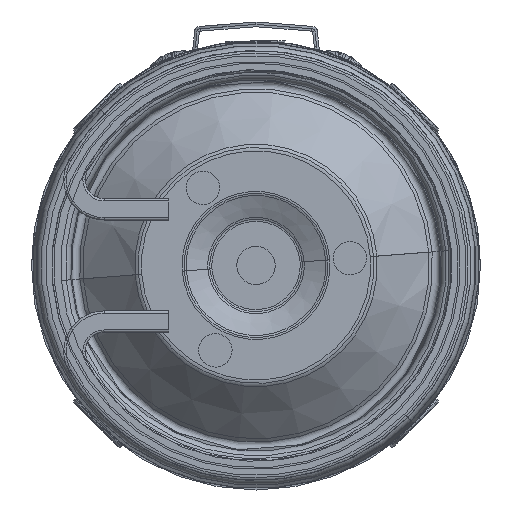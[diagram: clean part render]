
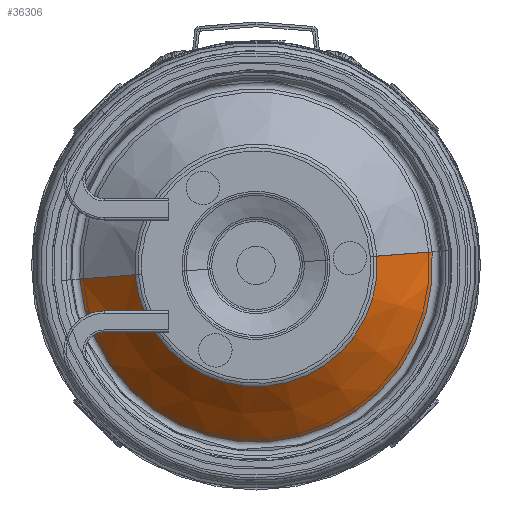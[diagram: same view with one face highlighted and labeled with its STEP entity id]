
A CAD part, front view. The second image highlights one B-rep face of the part: STEP entity #36306.
In plain terms, the highlighted conical face has half-angle 46.546 degrees and reference radius 25.375 mm.
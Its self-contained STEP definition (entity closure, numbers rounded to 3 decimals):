
#867 = DIRECTION ( 'NONE',  ( 0., 0.688, -0.726 ) ) ;
#1560 = CARTESIAN_POINT ( 'NONE',  ( 0., 0.548, -25.376 ) ) ;
#3569 = VERTEX_POINT ( 'NONE', #23095 ) ;
#4522 = CARTESIAN_POINT ( 'NONE',  ( 0., 11.526, 0. ) ) ;
#5195 = AXIS2_PLACEMENT_3D ( 'NONE', #22105, #34853, #23736 ) ;
#8799 = EDGE_CURVE ( 'NONE', #11416, #32334, #13662, .T. ) ;
#9629 = LINE ( 'NONE', #16912, #9877 ) ;
#9877 = VECTOR ( 'NONE', #15930, 1000. ) ;
#9886 = CIRCLE ( 'NONE', #33273, 25.376 ) ;
#10384 = DIRECTION ( 'NONE',  ( 0., 1., 0. ) ) ;
#11416 = VERTEX_POINT ( 'NONE', #1560 ) ;
#11985 = ORIENTED_EDGE ( 'NONE', *, *, #8799, .F. ) ;
#12372 = EDGE_CURVE ( 'NONE', #26321, #3569, #9629, .T. ) ;
#12476 = FACE_OUTER_BOUND ( 'NONE', #30249, .T. ) ;
#13636 = DIRECTION ( 'NONE',  ( 0., 0., 1. ) ) ;
#13662 = LINE ( 'NONE', #39177, #36210 ) ;
#15930 = DIRECTION ( 'NONE',  ( 0., 0.688, 0.726 ) ) ;
#16912 = CARTESIAN_POINT ( 'NONE',  ( 0., 0.548, 25.376 ) ) ;
#16991 = DIRECTION ( 'NONE',  ( 0., 1., 0. ) ) ;
#18046 = AXIS2_PLACEMENT_3D ( 'NONE', #4522, #10384, #29236 ) ;
#22105 = CARTESIAN_POINT ( 'NONE',  ( 0., 0.548, 0. ) ) ;
#23095 = CARTESIAN_POINT ( 'NONE',  ( 0., 11.526, 36.962 ) ) ;
#23736 = DIRECTION ( 'NONE',  ( 0., 0., 1. ) ) ;
#24058 = CIRCLE ( 'NONE', #18046, 36.962 ) ;
#26321 = VERTEX_POINT ( 'NONE', #32364 ) ;
#26523 = EDGE_CURVE ( 'NONE', #32334, #3569, #24058, .T. ) ;
#28756 = CARTESIAN_POINT ( 'NONE',  ( 0., 11.526, -36.962 ) ) ;
#29236 = DIRECTION ( 'NONE',  ( 0., 0., 1. ) ) ;
#30249 = EDGE_LOOP ( 'NONE', ( #11985, #32853, #37697, #34308 ) ) ;
#31395 = EDGE_CURVE ( 'NONE', #11416, #26321, #9886, .T. ) ;
#32252 = CARTESIAN_POINT ( 'NONE',  ( 0., 0.548, 0. ) ) ;
#32334 = VERTEX_POINT ( 'NONE', #28756 ) ;
#32364 = CARTESIAN_POINT ( 'NONE',  ( 0., 0.548, 25.376 ) ) ;
#32853 = ORIENTED_EDGE ( 'NONE', *, *, #31395, .T. ) ;
#33273 = AXIS2_PLACEMENT_3D ( 'NONE', #32252, #16991, #13636 ) ;
#34308 = ORIENTED_EDGE ( 'NONE', *, *, #26523, .F. ) ;
#34853 = DIRECTION ( 'NONE',  ( 0., 1., 0. ) ) ;
#36210 = VECTOR ( 'NONE', #867, 1000. ) ;
#36306 = ADVANCED_FACE ( 'NONE', ( #12476 ), #39262, .T. ) ;
#37697 = ORIENTED_EDGE ( 'NONE', *, *, #12372, .T. ) ;
#39177 = CARTESIAN_POINT ( 'NONE',  ( 0., 0.548, -25.376 ) ) ;
#39262 = CONICAL_SURFACE ( 'NONE', #5195, 25.376, 0.812 ) ;
